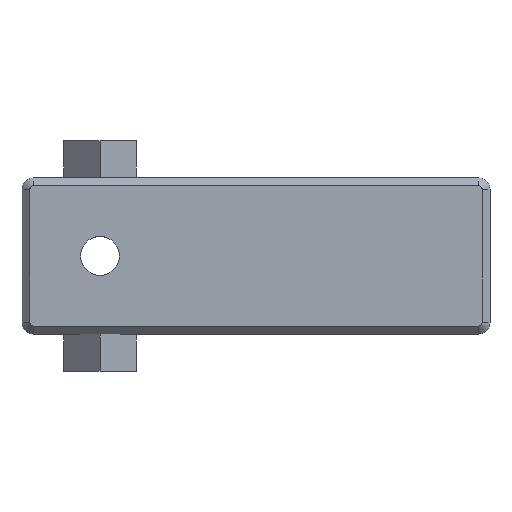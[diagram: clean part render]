
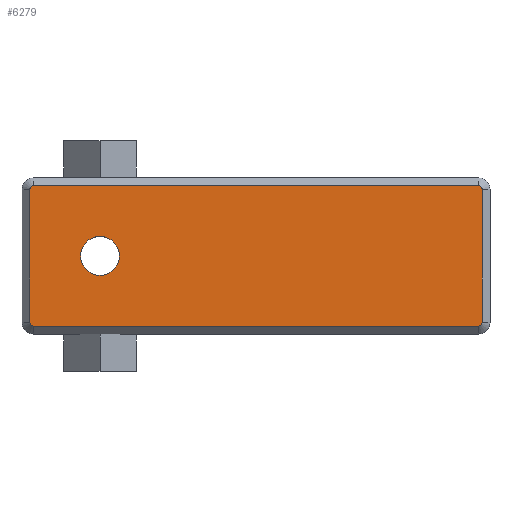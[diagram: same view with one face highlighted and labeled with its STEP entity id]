
A CAD part, top view. The second image highlights one B-rep face of the part: STEP entity #6279.
In plain terms, the highlighted planar face has unit normal (0, 0, 1).
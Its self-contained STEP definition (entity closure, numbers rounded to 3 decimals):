
#42=FACE_BOUND('',#1228,.T.);
#559=CIRCLE('',#6479,2.5);
#560=CIRCLE('',#6483,0.5);
#561=CIRCLE('',#6484,0.5);
#562=CIRCLE('',#6485,0.5);
#563=CIRCLE('',#6486,0.5);
#872=FACE_OUTER_BOUND('',#1227,.T.);
#1227=EDGE_LOOP('',(#5652,#5653,#5654,#5655,#5656,#5657,#5658,#5659));
#1228=EDGE_LOOP('',(#5660));
#1774=LINE('',#12042,#2347);
#1775=LINE('',#12046,#2348);
#1776=LINE('',#12050,#2349);
#1777=LINE('',#12054,#2350);
#2347=VECTOR('',#7348,10.);
#2348=VECTOR('',#7351,10.);
#2349=VECTOR('',#7354,10.);
#2350=VECTOR('',#7357,10.);
#2984=VERTEX_POINT('',#12033);
#2985=VERTEX_POINT('',#12040);
#2986=VERTEX_POINT('',#12041);
#2987=VERTEX_POINT('',#12043);
#2988=VERTEX_POINT('',#12045);
#2989=VERTEX_POINT('',#12047);
#2990=VERTEX_POINT('',#12049);
#2991=VERTEX_POINT('',#12051);
#2992=VERTEX_POINT('',#12053);
#3879=EDGE_CURVE('',#2984,#2984,#559,.T.);
#3881=EDGE_CURVE('',#2985,#2986,#1774,.T.);
#3882=EDGE_CURVE('',#2987,#2985,#560,.T.);
#3883=EDGE_CURVE('',#2988,#2987,#1775,.T.);
#3884=EDGE_CURVE('',#2989,#2988,#561,.T.);
#3885=EDGE_CURVE('',#2990,#2989,#1776,.T.);
#3886=EDGE_CURVE('',#2991,#2990,#562,.T.);
#3887=EDGE_CURVE('',#2992,#2991,#1777,.T.);
#3888=EDGE_CURVE('',#2986,#2992,#563,.T.);
#5652=ORIENTED_EDGE('',*,*,#3881,.F.);
#5653=ORIENTED_EDGE('',*,*,#3882,.F.);
#5654=ORIENTED_EDGE('',*,*,#3883,.F.);
#5655=ORIENTED_EDGE('',*,*,#3884,.F.);
#5656=ORIENTED_EDGE('',*,*,#3885,.F.);
#5657=ORIENTED_EDGE('',*,*,#3886,.F.);
#5658=ORIENTED_EDGE('',*,*,#3887,.F.);
#5659=ORIENTED_EDGE('',*,*,#3888,.F.);
#5660=ORIENTED_EDGE('',*,*,#3879,.T.);
#5954=PLANE('',#6482);
#6279=ADVANCED_FACE('',(#872,#42),#5954,.T.);
#6479=AXIS2_PLACEMENT_3D('',#12035,#7339,#7340);
#6482=AXIS2_PLACEMENT_3D('',#12039,#7346,#7347);
#6483=AXIS2_PLACEMENT_3D('',#12044,#7349,#7350);
#6484=AXIS2_PLACEMENT_3D('',#12048,#7352,#7353);
#6485=AXIS2_PLACEMENT_3D('',#12052,#7355,#7356);
#6486=AXIS2_PLACEMENT_3D('',#12055,#7358,#7359);
#7339=DIRECTION('center_axis',(0.,0.,-1.));
#7340=DIRECTION('ref_axis',(-1.,0.,0.));
#7346=DIRECTION('center_axis',(0.,0.,1.));
#7347=DIRECTION('ref_axis',(1.,0.,0.));
#7348=DIRECTION('',(-1.,0.,0.));
#7349=DIRECTION('center_axis',(0.,0.,-1.));
#7350=DIRECTION('ref_axis',(0.707,-0.707,0.));
#7351=DIRECTION('',(0.,-1.,0.));
#7352=DIRECTION('center_axis',(0.,0.,-1.));
#7353=DIRECTION('ref_axis',(0.707,0.707,0.));
#7354=DIRECTION('',(1.,0.,0.));
#7355=DIRECTION('center_axis',(0.,0.,-1.));
#7356=DIRECTION('ref_axis',(-0.707,0.707,0.));
#7357=DIRECTION('',(0.,1.,0.));
#7358=DIRECTION('center_axis',(0.,0.,-1.));
#7359=DIRECTION('ref_axis',(-0.707,-0.707,0.));
#12033=CARTESIAN_POINT('',(-178.015,-30.548,-10.));
#12035=CARTESIAN_POINT('Origin',(-180.515,-30.548,-10.));
#12039=CARTESIAN_POINT('Origin',(-180.515,-30.548,-10.));
#12040=CARTESIAN_POINT('',(-132.015,-39.548,-10.));
#12041=CARTESIAN_POINT('',(-189.015,-39.548,-10.));
#12042=CARTESIAN_POINT('',(-185.515,-39.548,-10.));
#12043=CARTESIAN_POINT('',(-131.515,-39.048,-10.));
#12044=CARTESIAN_POINT('Origin',(-132.015,-39.048,-10.));
#12045=CARTESIAN_POINT('',(-131.515,-22.048,-10.));
#12046=CARTESIAN_POINT('',(-131.515,-35.548,-10.));
#12047=CARTESIAN_POINT('',(-132.015,-21.548,-10.));
#12048=CARTESIAN_POINT('Origin',(-132.015,-22.048,-10.));
#12049=CARTESIAN_POINT('',(-189.015,-21.548,-10.));
#12050=CARTESIAN_POINT('',(-175.515,-21.548,-10.));
#12051=CARTESIAN_POINT('',(-189.515,-22.048,-10.));
#12052=CARTESIAN_POINT('Origin',(-189.015,-22.048,-10.));
#12053=CARTESIAN_POINT('',(-189.515,-39.048,-10.));
#12054=CARTESIAN_POINT('',(-189.515,-25.548,-10.));
#12055=CARTESIAN_POINT('Origin',(-189.015,-39.048,-10.));
